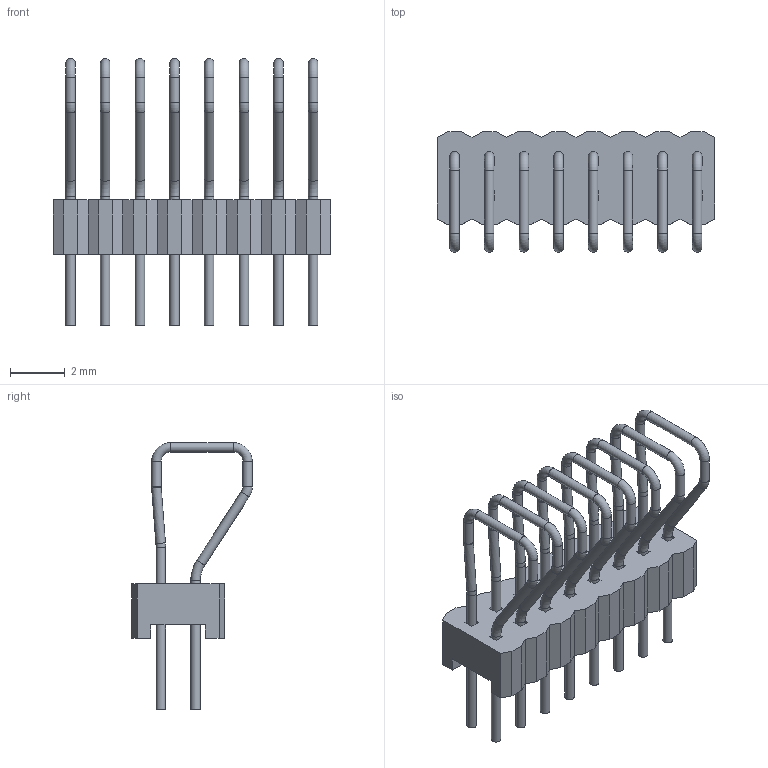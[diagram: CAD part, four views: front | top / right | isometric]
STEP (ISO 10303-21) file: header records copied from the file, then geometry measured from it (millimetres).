
FILE_DESCRIPTION(('FreeCAD Model'),'2;1');
FILE_NAME( 'SPringConn.step', '2019-02-21T14:12:43',(''),(''),'Open CASCADE STEP processor 7.2', 'FreeCAD','Unknown');
FILE_SCHEMA(('AUTOMOTIVE_DESIGN { 1 0 10303 214 1 1 1 1 }'));
Length unit declared in the file: millimetre
Products named in the file (2): Plastic_Base; Spring_Array
Bounding box: 10.16 x 4.42 x 9.78 mm (x, y, z)
Volume: 70.9 mm3; surface area: 360.9 mm2
Topology: 9 solids, 9 shells, 240 faces, 570 edges, 348 vertices
Faces by surface type: plane 136, cylinder 56, torus 48
Full cylindrical faces by diameter (mm): 0.35 x56
Entity records: 14169 total; most frequent: CARTESIAN_POINT 2499, DIRECTION 2152, LINE 1334, VECTOR 1334, ORIENTED_EDGE 1140, PCURVE 1140, DEFINITIONAL_REPRESENTATION 1140, EDGE_CURVE 570
